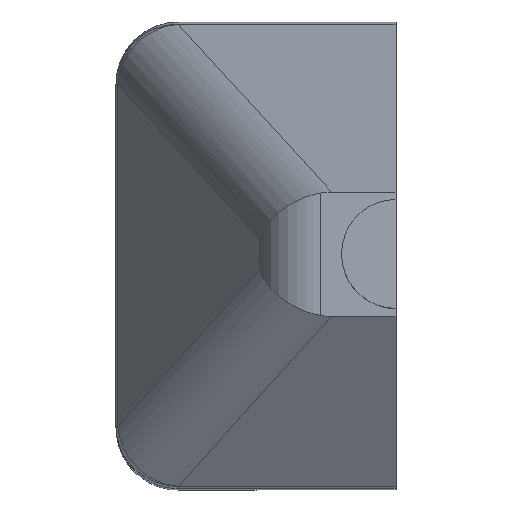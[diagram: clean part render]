
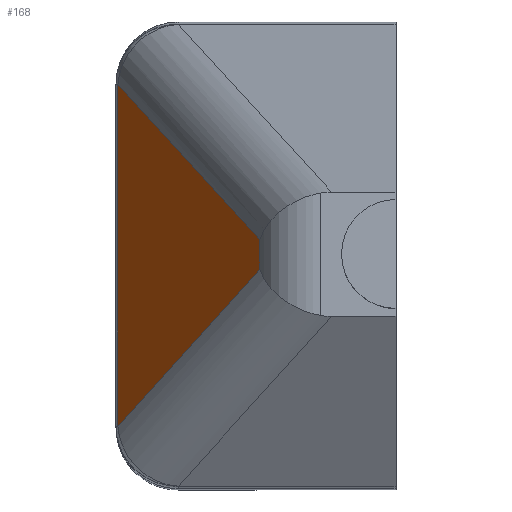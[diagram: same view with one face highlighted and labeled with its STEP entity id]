
A CAD part, top view. The second image highlights one B-rep face of the part: STEP entity #168.
In plain terms, the highlighted planar face has unit normal (-0.97, 0, 0.242).
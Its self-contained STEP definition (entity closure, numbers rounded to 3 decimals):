
#26 = ORIENTED_EDGE ( 'NONE', *, *, #570, .T. ) ;
#127 = VECTOR ( 'NONE', #1069, 1000. ) ;
#158 = LINE ( 'NONE', #224, #127 ) ;
#168 = ADVANCED_FACE ( 'NONE', ( #911 ), #1317, .F. ) ;
#191 = VECTOR ( 'NONE', #437, 1000. ) ;
#216 = LINE ( 'NONE', #1202, #1093 ) ;
#224 = CARTESIAN_POINT ( 'NONE',  ( -18.597, 21.676, 10.61 ) ) ;
#227 = EDGE_LOOP ( 'NONE', ( #26, #1088, #1204, #511 ) ) ;
#437 = DIRECTION ( 'NONE',  ( 0., -1., 0. ) ) ;
#467 = DIRECTION ( 'NONE',  ( 0., 1., 0. ) ) ;
#476 = AXIS2_PLACEMENT_3D ( 'NONE', #700, #1308, #1303 ) ;
#511 = ORIENTED_EDGE ( 'NONE', *, *, #908, .T. ) ;
#565 = EDGE_CURVE ( 'NONE', #596, #903, #994, .T. ) ;
#570 = EDGE_CURVE ( 'NONE', #581, #1306, #158, .T. ) ;
#581 = VERTEX_POINT ( 'NONE', #859 ) ;
#596 = VERTEX_POINT ( 'NONE', #975 ) ;
#699 = DIRECTION ( 'NONE',  ( 0.234, 0.258, 0.937 ) ) ;
#700 = CARTESIAN_POINT ( 'NONE',  ( -20., 0., 5. ) ) ;
#805 = CARTESIAN_POINT ( 'NONE',  ( -18.597, -21.676, 10.61 ) ) ;
#859 = CARTESIAN_POINT ( 'NONE',  ( 0.243, 0.952, 85.97 ) ) ;
#903 = VERTEX_POINT ( 'NONE', #1114 ) ;
#908 = EDGE_CURVE ( 'NONE', #903, #581, #216, .T. ) ;
#911 = FACE_OUTER_BOUND ( 'NONE', #227, .T. ) ;
#924 = EDGE_CURVE ( 'NONE', #1306, #596, #1028, .T. ) ;
#961 = VECTOR ( 'NONE', #699, 1000. ) ;
#975 = CARTESIAN_POINT ( 'NONE',  ( -8.881, -10.987, 49.478 ) ) ;
#978 = CARTESIAN_POINT ( 'NONE',  ( -8.881, 0., 49.478 ) ) ;
#994 = LINE ( 'NONE', #805, #961 ) ;
#1028 = LINE ( 'NONE', #978, #191 ) ;
#1069 = DIRECTION ( 'NONE',  ( -0.234, 0.258, -0.937 ) ) ;
#1088 = ORIENTED_EDGE ( 'NONE', *, *, #924, .T. ) ;
#1093 = VECTOR ( 'NONE', #467, 1000. ) ;
#1114 = CARTESIAN_POINT ( 'NONE',  ( 0.243, -0.952, 85.97 ) ) ;
#1202 = CARTESIAN_POINT ( 'NONE',  ( 0.243, 4., 85.97 ) ) ;
#1204 = ORIENTED_EDGE ( 'NONE', *, *, #565, .T. ) ;
#1217 = CARTESIAN_POINT ( 'NONE',  ( -8.881, 10.987, 49.478 ) ) ;
#1303 = DIRECTION ( 'NONE',  ( -0.243, 0., -0.97 ) ) ;
#1306 = VERTEX_POINT ( 'NONE', #1217 ) ;
#1308 = DIRECTION ( 'NONE',  ( 0.97, 0., -0.243 ) ) ;
#1317 = PLANE ( 'NONE',  #476 ) ;
